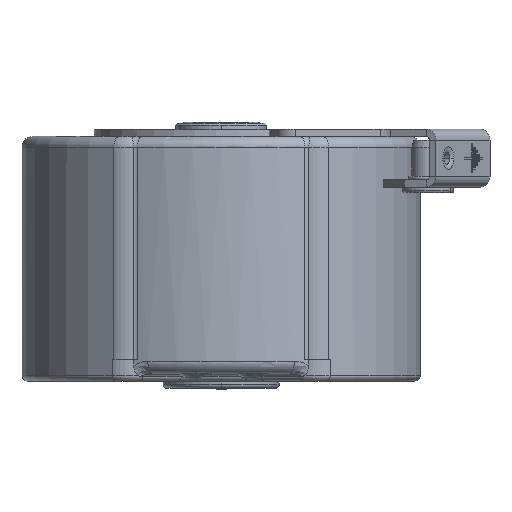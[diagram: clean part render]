
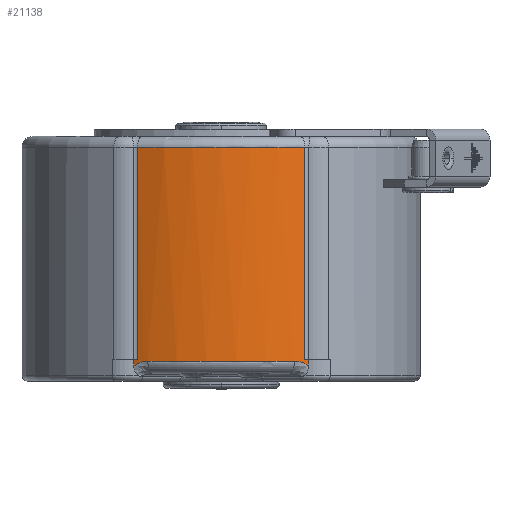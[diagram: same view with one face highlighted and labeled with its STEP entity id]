
A CAD part, front view. The second image highlights one B-rep face of the part: STEP entity #21138.
In plain terms, the highlighted cylindrical face has radius 53 mm (diameter 106 mm), a partial arc.
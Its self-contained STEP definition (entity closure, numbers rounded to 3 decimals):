
#1874=DIRECTION('',(0.,0.,-1.));
#1875=VECTOR('',#1874,58.5);
#1876=CARTESIAN_POINT('',(-23.08,-47.711,8.3));
#1877=LINE('',#1876,#1875);
#1892=CARTESIAN_POINT('',(0.,0.,-50.2));
#1893=DIRECTION('',(0.,0.,1.));
#1894=DIRECTION('',(0.435,-0.9,0.));
#1895=AXIS2_PLACEMENT_3D('',#1892,#1893,#1894);
#1897=DIRECTION('',(0.,0.,-1.));
#1898=VECTOR('',#1897,1.909);
#1899=CARTESIAN_POINT('',(24.096,-47.206,-50.2));
#1900=LINE('',#1899,#1898);
#1901=CARTESIAN_POINT('',(24.096,-47.206,
-52.109));
#1902=CARTESIAN_POINT('',(24.025,-47.242,
-52.042));
#1903=CARTESIAN_POINT('',(23.875,-47.318,
-51.912));
#1904=CARTESIAN_POINT('',(23.631,-47.44,
-51.725));
#1905=CARTESIAN_POINT('',(23.368,-47.57,
-51.549));
#1906=CARTESIAN_POINT('',(23.086,-47.708,
-51.385));
#1907=CARTESIAN_POINT('',(22.785,-47.853,
-51.235));
#1908=CARTESIAN_POINT('',(22.464,-48.004,
-51.1));
#1909=CARTESIAN_POINT('',(22.125,-48.161,
-50.982));
#1910=CARTESIAN_POINT('',(21.769,-48.323,
-50.882));
#1911=CARTESIAN_POINT('',(21.397,-48.489,
-50.802));
#1912=CARTESIAN_POINT('',(21.01,-48.658,
-50.744));
#1913=CARTESIAN_POINT('',(20.611,-48.829,
-50.708));
#1914=CARTESIAN_POINT('',(20.338,-48.943,
-50.7));
#1915=CARTESIAN_POINT('',(20.2,-49.,-50.7));
#1917=CARTESIAN_POINT('',(0.,0.,-50.7));
#1918=DIRECTION('',(0.,0.,-1.));
#1919=DIRECTION('',(0.381,-0.925,0.));
#1920=AXIS2_PLACEMENT_3D('',#1917,#1918,#1919);
#1922=CARTESIAN_POINT('',(-20.2,-49.,-50.7));
#1923=CARTESIAN_POINT('',(-20.338,-48.943,
-50.7));
#1924=CARTESIAN_POINT('',(-20.611,-48.829,
-50.708));
#1925=CARTESIAN_POINT('',(-21.011,-48.658,
-50.744));
#1926=CARTESIAN_POINT('',(-21.398,-48.489,
-50.802));
#1927=CARTESIAN_POINT('',(-21.77,-48.323,
-50.882));
#1928=CARTESIAN_POINT('',(-22.126,-48.161,
-50.982));
#1929=CARTESIAN_POINT('',(-22.464,-48.004,
-51.1));
#1930=CARTESIAN_POINT('',(-22.785,-47.853,
-51.235));
#1931=CARTESIAN_POINT('',(-23.086,-47.708,
-51.385));
#1932=CARTESIAN_POINT('',(-23.368,-47.571,
-51.549));
#1933=CARTESIAN_POINT('',(-23.631,-47.44,
-51.725));
#1934=CARTESIAN_POINT('',(-23.875,-47.318,
-51.912));
#1935=CARTESIAN_POINT('',(-24.025,-47.242,
-52.042));
#1936=CARTESIAN_POINT('',(-24.096,-47.206,
-52.109));
#1938=DIRECTION('',(0.,0.,1.));
#1939=VECTOR('',#1938,1.909);
#1940=CARTESIAN_POINT('',(-24.096,-47.206,
-52.109));
#1941=LINE('',#1940,#1939);
#1942=CARTESIAN_POINT('',(0.,0.,-50.2));
#1943=DIRECTION('',(0.,0.,1.));
#1944=DIRECTION('',(-0.455,-0.891,0.));
#1945=AXIS2_PLACEMENT_3D('',#1942,#1943,#1944);
#1947=CARTESIAN_POINT('',(0.,0.,8.3));
#1948=DIRECTION('',(0.,0.,-1.));
#1949=DIRECTION('',(0.435,-0.9,0.));
#1950=AXIS2_PLACEMENT_3D('',#1947,#1948,#1949);
#1961=DIRECTION('',(0.,0.,1.));
#1962=VECTOR('',#1961,58.5);
#1963=CARTESIAN_POINT('',(23.08,-47.711,-50.2));
#1964=LINE('',#1963,#1962);
#16415=VERTEX_POINT('',#1922);
#16416=VERTEX_POINT('',#1936);
#16418=CARTESIAN_POINT('',(20.2,-49.,-50.7));
#16419=VERTEX_POINT('',#16418);
#16423=VERTEX_POINT('',#1901);
#17549=CARTESIAN_POINT('',(23.08,-47.711,8.3));
#17550=CARTESIAN_POINT('',(-23.08,-47.711,8.3));
#17551=VERTEX_POINT('',#17549);
#17552=VERTEX_POINT('',#17550);
#18097=CARTESIAN_POINT('',(-24.096,-47.206,-50.2));
#18098=CARTESIAN_POINT('',(-23.08,-47.711,-50.2));
#18099=VERTEX_POINT('',#18097);
#18100=VERTEX_POINT('',#18098);
#18101=CARTESIAN_POINT('',(23.08,-47.711,-50.2));
#18102=CARTESIAN_POINT('',(24.096,-47.206,-50.2));
#18103=VERTEX_POINT('',#18101);
#18104=VERTEX_POINT('',#18102);
#21113=CARTESIAN_POINT('',(0.,0.,-54.2));
#21114=DIRECTION('',(0.,0.,1.));
#21115=DIRECTION('',(1.,0.,0.));
#21116=AXIS2_PLACEMENT_3D('',#21113,#21114,#21115);
#21117=CYLINDRICAL_SURFACE('',#21116,53.);
#21119=ORIENTED_EDGE('',*,*,#21118,.F.);
#21121=ORIENTED_EDGE('',*,*,#21120,.T.);
#21123=ORIENTED_EDGE('',*,*,#21122,.T.);
#21125=ORIENTED_EDGE('',*,*,#21124,.T.);
#21127=ORIENTED_EDGE('',*,*,#21126,.T.);
#21129=ORIENTED_EDGE('',*,*,#21128,.T.);
#21131=ORIENTED_EDGE('',*,*,#21130,.T.);
#21133=ORIENTED_EDGE('',*,*,#21132,.T.);
#21134=ORIENTED_EDGE('',*,*,#21103,.F.);
#21135=ORIENTED_EDGE('',*,*,#19801,.F.);
#21136=EDGE_LOOP('',(#21119,#21121,#21123,#21125,#21127,#21129,#21131,#21133,
#21134,#21135));
#21137=FACE_OUTER_BOUND('',#21136,.F.);
#1896=CIRCLE('',#1895,53.);
#1916=B_SPLINE_CURVE_WITH_KNOTS('',3,(#1901,#1902,#1903,#1904,#1905,#1906,#1907,
#1908,#1909,#1910,#1911,#1912,#1913,#1914,#1915),.UNSPECIFIED.,.F.,.F.,(4,1,1,1,
1,1,1,1,1,1,1,1,4),(0.,0.083,0.167,0.25,
0.333,0.417,0.5,0.583,0.667,
0.75,0.833,0.917,1.),.UNSPECIFIED.);
#1921=CIRCLE('',#1920,53.);
#1937=B_SPLINE_CURVE_WITH_KNOTS('',3,(#1922,#1923,#1924,#1925,#1926,#1927,#1928,
#1929,#1930,#1931,#1932,#1933,#1934,#1935,#1936),.UNSPECIFIED.,.F.,.F.,(4,1,1,1,
1,1,1,1,1,1,1,1,4),(0.,0.083,0.167,0.25,
0.333,0.417,0.5,0.583,0.667,
0.75,0.833,0.917,1.),.UNSPECIFIED.);
#1946=CIRCLE('',#1945,53.);
#1951=CIRCLE('',#1950,53.);
#19801=EDGE_CURVE('',#17551,#17552,#1951,.T.);
#21103=EDGE_CURVE('',#17552,#18100,#1877,.T.);
#21118=EDGE_CURVE('',#18103,#17551,#1964,.T.);
#21120=EDGE_CURVE('',#18103,#18104,#1896,.T.);
#21122=EDGE_CURVE('',#18104,#16423,#1900,.T.);
#21124=EDGE_CURVE('',#16423,#16419,#1916,.T.);
#21126=EDGE_CURVE('',#16419,#16415,#1921,.T.);
#21128=EDGE_CURVE('',#16415,#16416,#1937,.T.);
#21130=EDGE_CURVE('',#16416,#18099,#1941,.T.);
#21132=EDGE_CURVE('',#18099,#18100,#1946,.T.);
#21138=ADVANCED_FACE('',(#21137),#21117,.T.);
